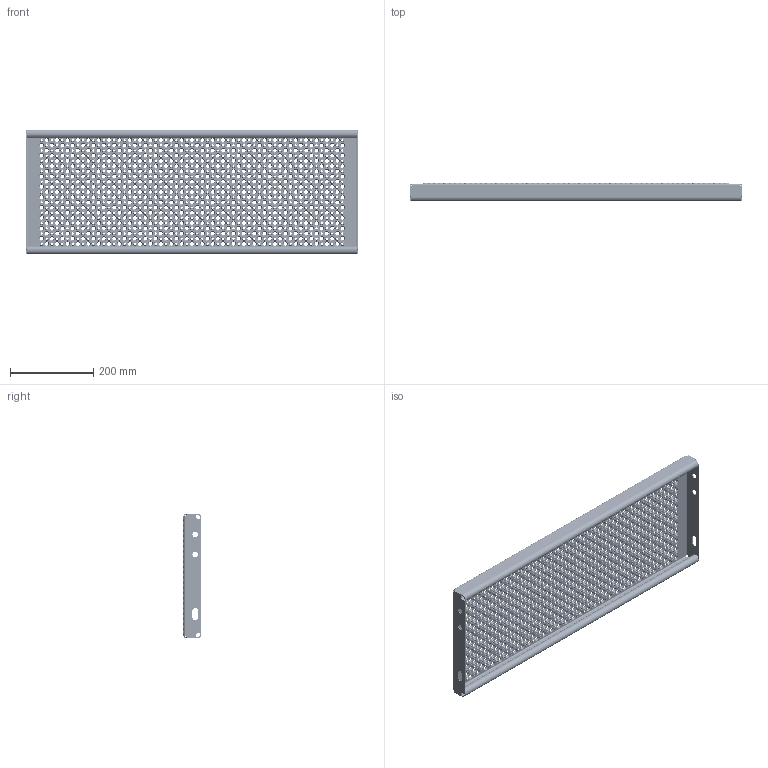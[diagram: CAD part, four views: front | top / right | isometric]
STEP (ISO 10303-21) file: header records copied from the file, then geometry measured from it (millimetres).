
FILE_DESCRIPTION (( 'STEP AP203' ), '1' );
FILE_NAME ('00000_ACHILTRIN_300x800x45_M_OPTRÆK.STEP', '2011-08-10T10:34:58', ( 'JKJ' ), ( '' ), 'SwSTEP 2.0', 'SolidWorks 2011', '' );
FILE_SCHEMA (( 'CONFIG_CONTROL_DESIGN' ));
Products named in the file (1): 00000_ACHILTRIN_300x800x45_M_OPTRÆK
Bounding box: 800 x 45 x 300 mm (x, y, z)
Volume: 773117.7 mm3; surface area: 819076.4 mm2
Topology: 1 solids, 1 shells, 9585 faces, 21924 edges, 13698 vertices
Faces by surface type: cone 5428, cylinder 2754, plane 1395, bspline 8
Entity records: 279933 total; most frequent: DIRECTION 54682, CARTESIAN_POINT 45800, ORIENTED_EDGE 43848, AXIS2_PLACEMENT_3D 23212, EDGE_CURVE 21924, VERTEX_POINT 13698, EDGE_LOOP 13668, CIRCLE 13634
